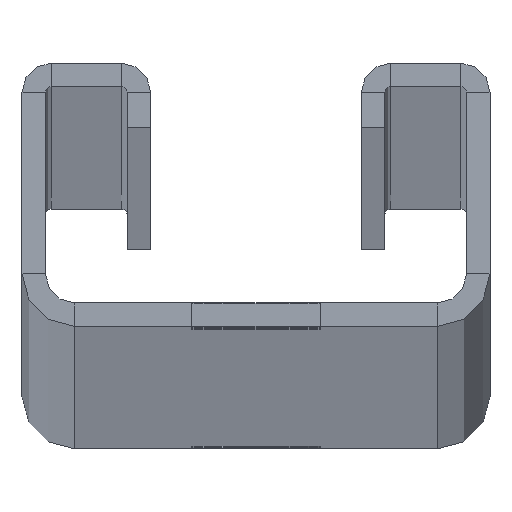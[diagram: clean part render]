
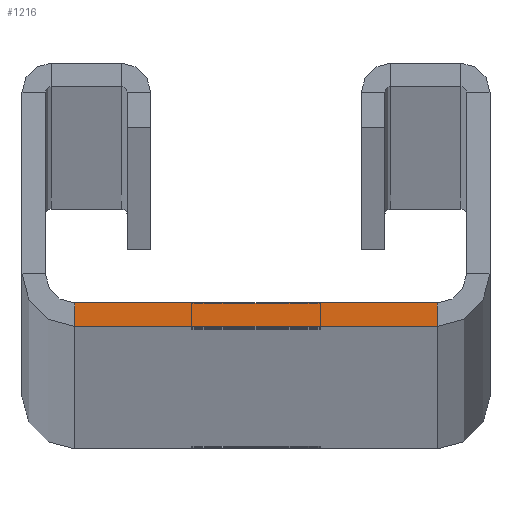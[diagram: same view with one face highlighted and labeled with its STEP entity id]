
A CAD part, top view. The second image highlights one B-rep face of the part: STEP entity #1216.
In plain terms, the highlighted planar face has unit normal (0, 0, 1).
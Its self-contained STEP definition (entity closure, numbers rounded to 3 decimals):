
#13=DIRECTION('',(1.,0.,0.));
#14=VECTOR('',#13,31.);
#15=CARTESIAN_POINT('',(-15.5,2.,0.));
#16=LINE('',#15,#14);
#107=DIRECTION('',(1.,0.,0.));
#108=VECTOR('',#107,31.);
#109=CARTESIAN_POINT('',(-15.5,0.,0.));
#110=LINE('',#109,#108);
#213=DIRECTION('',(0.,-1.,0.));
#214=VECTOR('',#213,2.);
#215=CARTESIAN_POINT('',(15.5,2.,0.));
#216=LINE('',#215,#214);
#464=DIRECTION('',(0.,1.,0.));
#465=VECTOR('',#464,2.);
#466=CARTESIAN_POINT('',(-15.5,0.,0.));
#467=LINE('',#466,#465);
#865=CARTESIAN_POINT('',(-15.5,2.,0.));
#867=VERTEX_POINT('',#865);
#896=CARTESIAN_POINT('',(15.5,2.,0.));
#898=VERTEX_POINT('',#896);
#969=CARTESIAN_POINT('',(-15.5,0.,0.));
#970=CARTESIAN_POINT('',(15.5,0.,0.));
#971=VERTEX_POINT('',#969);
#972=VERTEX_POINT('',#970);
#1202=CARTESIAN_POINT('',(18.,4.5,0.));
#1203=DIRECTION('',(0.,0.,1.));
#1204=DIRECTION('',(1.,0.,0.));
#1205=AXIS2_PLACEMENT_3D('',#1202,#1203,#1204);
#1206=PLANE('',#1205);
#1208=ORIENTED_EDGE('',*,*,#1207,.F.);
#1210=ORIENTED_EDGE('',*,*,#1209,.T.);
#1211=ORIENTED_EDGE('',*,*,#1121,.T.);
#1213=ORIENTED_EDGE('',*,*,#1212,.T.);
#1214=EDGE_LOOP('',(#1208,#1210,#1211,#1213));
#1215=FACE_OUTER_BOUND('',#1214,.F.);
#1216=ADVANCED_FACE('',(#1215),#1206,.T.);
#1121=EDGE_CURVE('',#867,#898,#16,.T.);
#1207=EDGE_CURVE('',#971,#972,#110,.T.);
#1209=EDGE_CURVE('',#971,#867,#467,.T.);
#1212=EDGE_CURVE('',#898,#972,#216,.T.);
